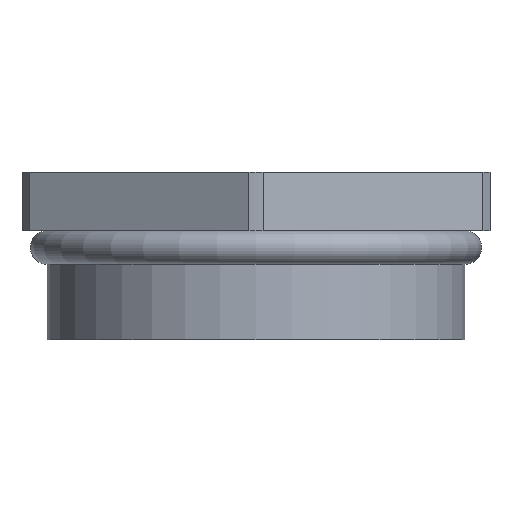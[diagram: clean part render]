
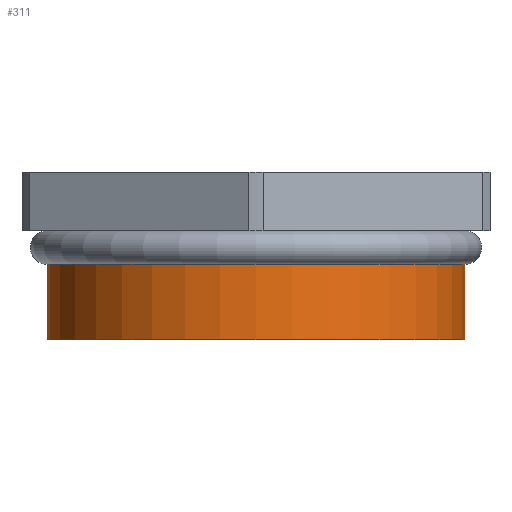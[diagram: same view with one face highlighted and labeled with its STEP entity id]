
A CAD part, left-side view. The second image highlights one B-rep face of the part: STEP entity #311.
In plain terms, the highlighted cylindrical face has radius 12.5 mm (diameter 25 mm), a full revolution.
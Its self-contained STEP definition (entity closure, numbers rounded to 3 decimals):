
#183=CYLINDRICAL_SURFACE('',#3012,12.5);
#311=ADVANCED_FACE('',(#541,#542),#183,.T.);
#541=FACE_BOUND('',#577,.T.);
#542=FACE_BOUND('',#578,.T.);
#577=EDGE_LOOP('',(#785));
#578=EDGE_LOOP('',(#786));
#785=ORIENTED_EDGE('',*,*,#1578,.T.);
#786=ORIENTED_EDGE('',*,*,#1576,.F.);
#1375=VERTEX_POINT('',#4134);
#1377=VERTEX_POINT('',#4141);
#1576=EDGE_CURVE('',#1375,#1375,#1827,.T.);
#1578=EDGE_CURVE('',#1377,#1377,#1829,.T.);
#1827=CIRCLE('',#3006,12.5);
#1829=CIRCLE('',#3011,12.5);
#3006=AXIS2_PLACEMENT_3D('',#4133,#3335,#3336);
#3011=AXIS2_PLACEMENT_3D('',#4140,#3345,#3346);
#3012=AXIS2_PLACEMENT_3D('',#4142,#3347,#3348);
#3335=DIRECTION('',(0.,0.,-1.));
#3336=DIRECTION('',(1.,0.,0.));
#3345=DIRECTION('',(0.,0.,-1.));
#3346=DIRECTION('',(1.,0.,0.));
#3347=DIRECTION('',(0.,0.,1.));
#3348=DIRECTION('',(1.,0.,0.));
#4133=CARTESIAN_POINT('',(0.,0.,-6.5));
#4134=CARTESIAN_POINT('',(12.5,0.,-6.5));
#4140=CARTESIAN_POINT('',(0.,0.,-2.));
#4141=CARTESIAN_POINT('',(12.5,0.,-2.));
#4142=CARTESIAN_POINT('',(0.,0.,0.));
